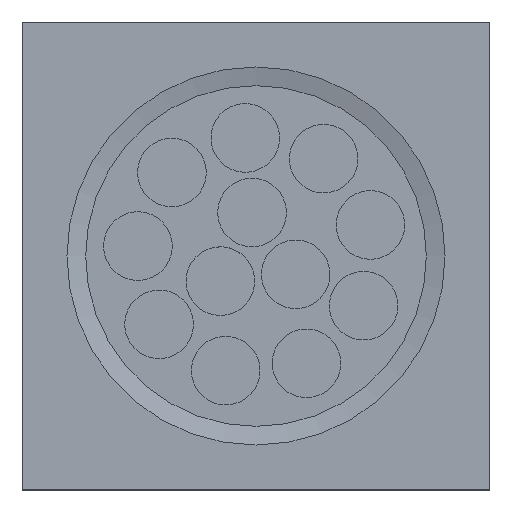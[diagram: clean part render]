
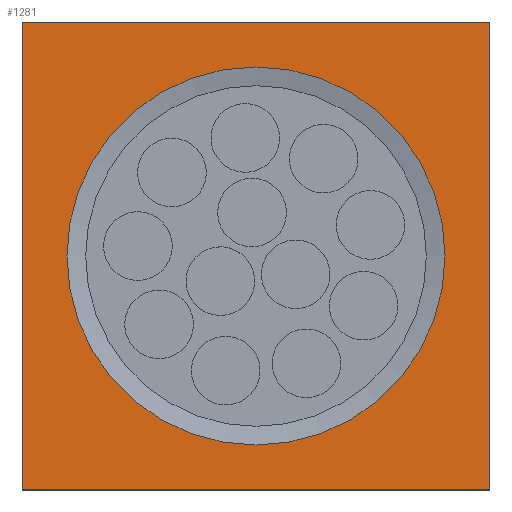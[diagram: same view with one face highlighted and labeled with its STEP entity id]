
A CAD part, top view. The second image highlights one B-rep face of the part: STEP entity #1281.
In plain terms, the highlighted planar face has unit normal (0, 0, 1).
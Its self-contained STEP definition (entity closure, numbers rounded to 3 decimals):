
#887=FACE_BOUND('',#1747,.T.);
#888=FACE_BOUND('',#1748,.T.);
#971=PLANE('',#5019);
#1148=CIRCLE('',#5018,30.299);
#1281=ADVANCED_FACE('',(#887,#888),#971,.T.);
#1747=EDGE_LOOP('',(#2257,#2258,#2259,#2260));
#1748=EDGE_LOOP('',(#2261));
#2257=ORIENTED_EDGE('',*,*,#3763,.F.);
#2258=ORIENTED_EDGE('',*,*,#3764,.T.);
#2259=ORIENTED_EDGE('',*,*,#3765,.T.);
#2260=ORIENTED_EDGE('',*,*,#3766,.T.);
#2261=ORIENTED_EDGE('',*,*,#3767,.T.);
#3330=VERTEX_POINT('',#7078);
#3331=VERTEX_POINT('',#7079);
#3332=VERTEX_POINT('',#7081);
#3333=VERTEX_POINT('',#7083);
#3334=VERTEX_POINT('',#7086);
#3763=EDGE_CURVE('',#3330,#3331,#4270,.T.);
#3764=EDGE_CURVE('',#3330,#3332,#4271,.T.);
#3765=EDGE_CURVE('',#3332,#3333,#4272,.T.);
#3766=EDGE_CURVE('',#3333,#3331,#4273,.T.);
#3767=EDGE_CURVE('',#3334,#3334,#1148,.T.);
#4270=LINE('',#7077,#4653);
#4271=LINE('',#7080,#4654);
#4272=LINE('',#7082,#4655);
#4273=LINE('',#7084,#4656);
#4653=VECTOR('',#5539,1.);
#4654=VECTOR('',#5540,1.);
#4655=VECTOR('',#5541,1.);
#4656=VECTOR('',#5542,1.);
#5018=AXIS2_PLACEMENT_3D('',#7085,#5543,#5544);
#5019=AXIS2_PLACEMENT_3D('',#7087,#5545,#5546);
#5539=DIRECTION('',(-1.,0.,0.));
#5540=DIRECTION('',(0.,1.,0.));
#5541=DIRECTION('',(-1.,0.,0.));
#5542=DIRECTION('',(0.,-1.,0.));
#5543=DIRECTION('',(0.,0.,-1.));
#5544=DIRECTION('',(1.,0.,0.));
#5545=DIRECTION('',(0.,0.,1.));
#5546=DIRECTION('',(-1.,0.,0.));
#7077=CARTESIAN_POINT('',(37.499,-37.499,1.5));
#7078=CARTESIAN_POINT('',(37.499,-37.499,1.5));
#7079=CARTESIAN_POINT('',(-37.499,-37.499,1.5));
#7080=CARTESIAN_POINT('',(37.499,-37.499,1.5));
#7081=CARTESIAN_POINT('',(37.499,37.499,1.5));
#7082=CARTESIAN_POINT('',(37.499,37.499,1.5));
#7083=CARTESIAN_POINT('',(-37.499,37.499,1.5));
#7084=CARTESIAN_POINT('',(-37.499,37.499,1.5));
#7085=CARTESIAN_POINT('',(0.,0.,1.5));
#7086=CARTESIAN_POINT('',(30.299,0.,1.5));
#7087=CARTESIAN_POINT('',(-41.249,-41.249,1.5));
